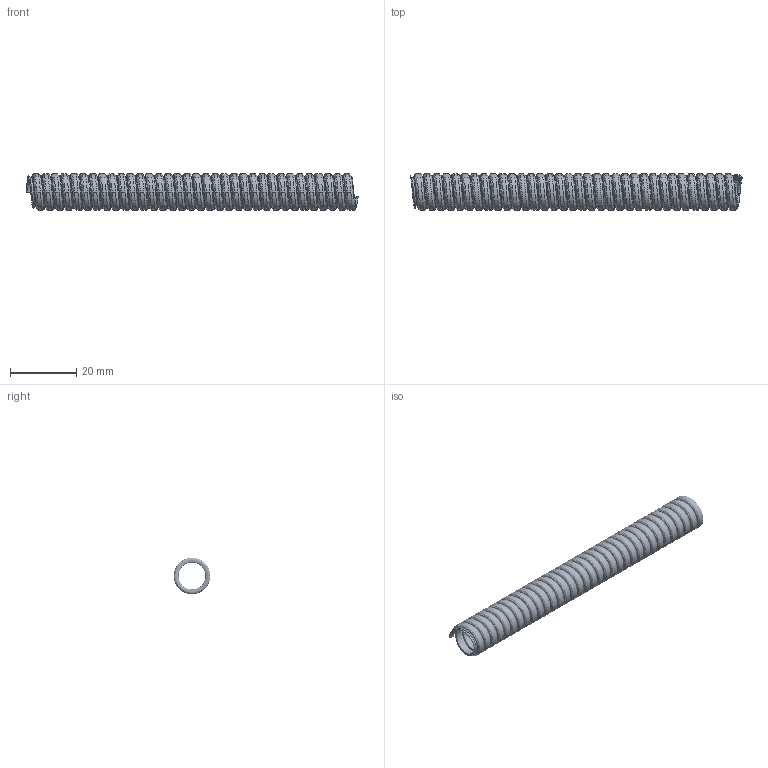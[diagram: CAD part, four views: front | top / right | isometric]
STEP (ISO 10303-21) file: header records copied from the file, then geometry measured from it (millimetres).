
FILE_DESCRIPTION(/* description */ ('Металлорукав МРПИ нг черный','CAx-IF Rec.Pracs.---Representation and Presentation of Product Manufacturing Information (PMI)---4.0---2014-10-13'),/* implementation_level */ '2;1');
FILE_NAME(/* name */ '',/* time_stamp */ '2025-05-29T16:19:36+07:00',/* author */ ('zeta-82'),/* organization */ ('ЗЭТА'),/* preprocessor_version */ 'ST-DEVELOPER v19.2',/* originating_system */ 'Autodesk Inventor 2024',/* authorisation */ '');
FILE_SCHEMA (('AP242_MANAGED_MODEL_BASED_3D_ENGINEERING_MIM_LF { 1 0 10303 442 1 1 4 }'));
Products named in the file (3): ЗЭТА.104.110.000-01; ЗЭТА.104.210.000-01; ЗЭТА.104.210.000-01_1
Assembly tree (2 placements, depth 2):
  ЗЭТА.104.110.000-01
    ЗЭТА.104.210.000-01
    ЗЭТА.104.210.000-01_1
Bounding box: 100.54 x 11.1 x 11.1 mm (x, y, z)
Volume: 2247.1 mm3; surface area: 18453.3 mm2
Topology: 2 solids, 2 shells, 382 faces, 1136 edges, 756 vertices
Faces by surface type: cylinder 350, bspline 28, plane 4
Full cylindrical faces by diameter (mm): 8.2 x33, 8.52 x66, 8.84 x33, 9.22 x33, 9.76 x24, 10.08 x33, 10.4 x66, 11.1 x33
Entity records: 78933 total; most frequent: CARTESIAN_POINT 69532, ORIENTED_EDGE 2272, DIRECTION 1218, EDGE_CURVE 1136, VERTEX_POINT 756, B_SPLINE_CURVE_WITH_KNOTS 720, AXIS2_PLACEMENT_3D 417, STYLED_ITEM 386
